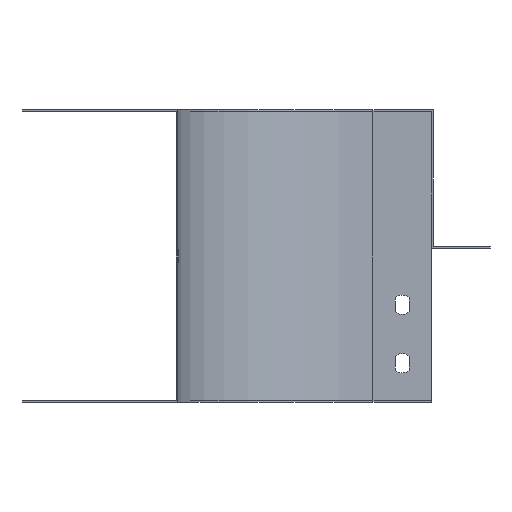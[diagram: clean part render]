
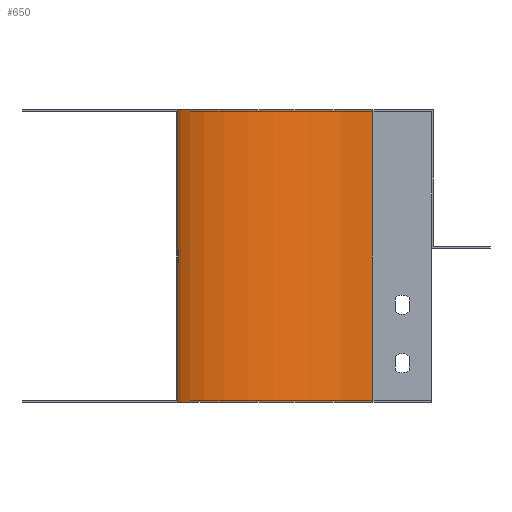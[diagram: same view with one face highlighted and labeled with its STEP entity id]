
A CAD part, left-side view. The second image highlights one B-rep face of the part: STEP entity #650.
In plain terms, the highlighted cylindrical face has radius 100 mm (diameter 200 mm), a partial arc.
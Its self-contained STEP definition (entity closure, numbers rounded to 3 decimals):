
#117 = AXIS2_PLACEMENT_3D ( 'NONE', #2421, #2429, #2418 ) ;
#267 = ORIENTED_EDGE ( 'NONE', *, *, #1964, .T. ) ;
#268 = ORIENTED_EDGE ( 'NONE', *, *, #441, .F. ) ;
#272 = ORIENTED_EDGE ( 'NONE', *, *, #440, .T. ) ;
#274 = ORIENTED_EDGE ( 'NONE', *, *, #442, .F. ) ;
#328 = AXIS2_PLACEMENT_3D ( 'NONE', #1600, #1595, #1593 ) ;
#334 = AXIS2_PLACEMENT_3D ( 'NONE', #2249, #1622, #1619 ) ;
#440 = EDGE_CURVE ( 'NONE', #1652, #943, #1375, .T. ) ;
#441 = EDGE_CURVE ( 'NONE', #941, #943, #1373, .T. ) ;
#442 = EDGE_CURVE ( 'NONE', #1658, #941, #1377, .T. ) ;
#500 = EDGE_LOOP ( 'NONE', ( #267, #272, #268, #274 ) ) ;
#650 = ADVANCED_FACE ( 'NONE', ( #1474 ), #1478, .F. ) ;
#941 = VERTEX_POINT ( 'NONE', #2722 ) ;
#943 = VERTEX_POINT ( 'NONE', #2724 ) ;
#1190 = LINE ( 'NONE', #2163, #1207 ) ;
#1207 = VECTOR ( 'NONE', #2172, 1000. ) ;
#1373 = LINE ( 'NONE', #2251, #1379 ) ;
#1375 = CIRCLE ( 'NONE', #334, 100. ) ;
#1377 = CIRCLE ( 'NONE', #328, 100. ) ;
#1379 = VECTOR ( 'NONE', #2256, 1000. ) ;
#1474 = FACE_OUTER_BOUND ( 'NONE', #500, .T. ) ;
#1478 = CYLINDRICAL_SURFACE ( 'NONE', #117, 100. ) ;
#1593 = DIRECTION ( 'NONE',  ( -1., 0., 0. ) ) ;
#1595 = DIRECTION ( 'NONE',  ( 0., 0., -1. ) ) ;
#1600 = CARTESIAN_POINT ( 'NONE',  ( -100., 30., 1. ) ) ;
#1619 = DIRECTION ( 'NONE',  ( -1., 0., 0. ) ) ;
#1622 = DIRECTION ( 'NONE',  ( 0., 0., -1. ) ) ;
#1652 = VERTEX_POINT ( 'NONE', #2082 ) ;
#1658 = VERTEX_POINT ( 'NONE', #2088 ) ;
#1964 = EDGE_CURVE ( 'NONE', #1658, #1652, #1190, .T. ) ;
#2082 = CARTESIAN_POINT ( 'NONE',  ( -100., 130., -149. ) ) ;
#2088 = CARTESIAN_POINT ( 'NONE',  ( -100., 130., 1. ) ) ;
#2163 = CARTESIAN_POINT ( 'NONE',  ( -100., 130., 1. ) ) ;
#2172 = DIRECTION ( 'NONE',  ( 0., 0., -1. ) ) ;
#2249 = CARTESIAN_POINT ( 'NONE',  ( -100., 30., -149. ) ) ;
#2251 = CARTESIAN_POINT ( 'NONE',  ( 0., 30., 1. ) ) ;
#2256 = DIRECTION ( 'NONE',  ( 0., 0., -1. ) ) ;
#2418 = DIRECTION ( 'NONE',  ( -1., 0., 0. ) ) ;
#2421 = CARTESIAN_POINT ( 'NONE',  ( -100., 30., 1. ) ) ;
#2429 = DIRECTION ( 'NONE',  ( 0., 0., -1. ) ) ;
#2722 = CARTESIAN_POINT ( 'NONE',  ( 0., 30., 1. ) ) ;
#2724 = CARTESIAN_POINT ( 'NONE',  ( 0., 30., -149. ) ) ;
